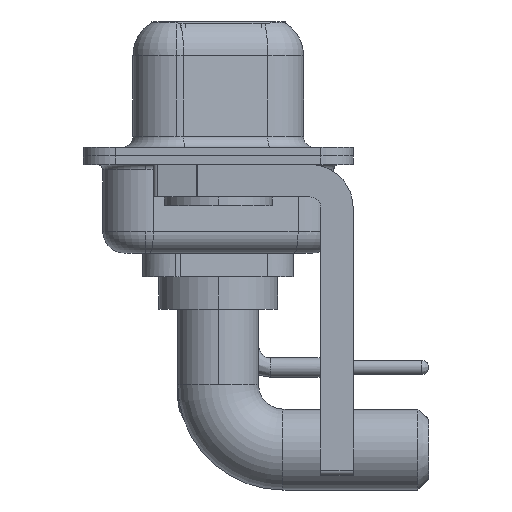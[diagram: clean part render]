
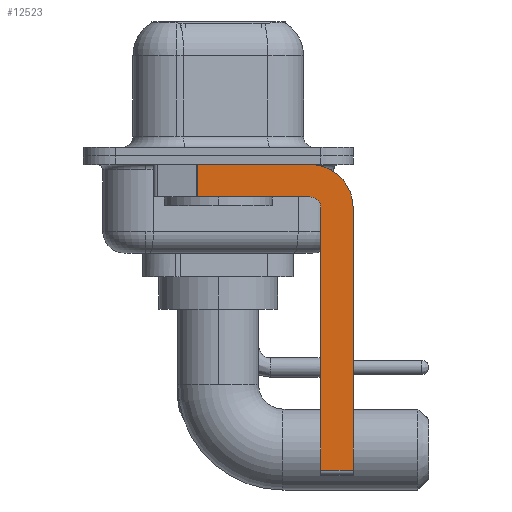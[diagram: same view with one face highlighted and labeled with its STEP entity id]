
A CAD part, left-side view. The second image highlights one B-rep face of the part: STEP entity #12523.
In plain terms, the highlighted planar face has unit normal (-1, 0, 0).
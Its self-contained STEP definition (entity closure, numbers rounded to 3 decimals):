
#151 = ORIENTED_EDGE ( 'NONE', *, *, #17421, .F. ) ;
#894 = ORIENTED_EDGE ( 'NONE', *, *, #22332, .F. ) ;
#961 = VERTEX_POINT ( 'NONE', #15019 ) ;
#1515 = VECTOR ( 'NONE', #7205, 1000. ) ;
#2090 = CARTESIAN_POINT ( 'NONE',  ( -2.9, -4.25, -2.4 ) ) ;
#2530 = ORIENTED_EDGE ( 'NONE', *, *, #16988, .T. ) ;
#2890 = CARTESIAN_POINT ( 'NONE',  ( -2.9, -4.25, -0.4 ) ) ;
#2919 = DIRECTION ( 'NONE',  ( 0., 0., -1. ) ) ;
#2949 = CARTESIAN_POINT ( 'NONE',  ( -2.9, 0.978, -1.9 ) ) ;
#3649 = LINE ( 'NONE', #21050, #9653 ) ;
#3680 = VERTEX_POINT ( 'NONE', #15658 ) ;
#3963 = AXIS2_PLACEMENT_3D ( 'NONE', #18428, #22340, #18773 ) ;
#4049 = VERTEX_POINT ( 'NONE', #20435 ) ;
#4126 = VERTEX_POINT ( 'NONE', #5006 ) ;
#4341 = VERTEX_POINT ( 'NONE', #20414 ) ;
#4477 = VECTOR ( 'NONE', #2919, 1000. ) ;
#5006 = CARTESIAN_POINT ( 'NONE',  ( -2.9, -4.75, -14.55 ) ) ;
#5274 = DIRECTION ( 'NONE',  ( 0., 1., 0. ) ) ;
#5373 = CARTESIAN_POINT ( 'NONE',  ( -2.9, -4.75, -14.8 ) ) ;
#5463 = DIRECTION ( 'NONE',  ( -1., 0., 0. ) ) ;
#5589 = DIRECTION ( 'NONE',  ( 0., 0., 1. ) ) ;
#5623 = ORIENTED_EDGE ( 'NONE', *, *, #13187, .F. ) ;
#5759 = DIRECTION ( 'NONE',  ( 0., -1., 0. ) ) ;
#5813 = ORIENTED_EDGE ( 'NONE', *, *, #22602, .F. ) ;
#6063 = EDGE_CURVE ( 'NONE', #4126, #4341, #16476, .T. ) ;
#6150 = LINE ( 'NONE', #13516, #4477 ) ;
#6414 = LINE ( 'NONE', #2949, #1515 ) ;
#7205 = DIRECTION ( 'NONE',  ( 0., 0., -1. ) ) ;
#7377 = DIRECTION ( 'NONE',  ( 0., 0., -1. ) ) ;
#7565 = LINE ( 'NONE', #11239, #15503 ) ;
#7618 = DIRECTION ( 'NONE',  ( 0., 0., 1. ) ) ;
#7720 = EDGE_LOOP ( 'NONE', ( #5813, #2530, #8065, #894, #5623, #12424, #151, #8863 ) ) ;
#7796 = AXIS2_PLACEMENT_3D ( 'NONE', #2090, #16166, #7377 ) ;
#8065 = ORIENTED_EDGE ( 'NONE', *, *, #18569, .F. ) ;
#8478 = CIRCLE ( 'NONE', #11798, 0.5 ) ;
#8838 = VERTEX_POINT ( 'NONE', #2890 ) ;
#8863 = ORIENTED_EDGE ( 'NONE', *, *, #19700, .F. ) ;
#9353 = CARTESIAN_POINT ( 'NONE',  ( -2.9, -4.25, -2.4 ) ) ;
#9653 = VECTOR ( 'NONE', #5274, 1000. ) ;
#11239 = CARTESIAN_POINT ( 'NONE',  ( -2.9, 3., -0.4 ) ) ;
#11617 = FACE_OUTER_BOUND ( 'NONE', #7720, .T. ) ;
#11798 = AXIS2_PLACEMENT_3D ( 'NONE', #9353, #5463, #7618 ) ;
#12424 = ORIENTED_EDGE ( 'NONE', *, *, #6063, .T. ) ;
#12523 = ADVANCED_FACE ( 'NONE', ( #11617 ), #18556, .F. ) ;
#12594 = CIRCLE ( 'NONE', #7796, 2. ) ;
#13187 = EDGE_CURVE ( 'NONE', #4126, #14080, #15860, .T. ) ;
#13483 = VERTEX_POINT ( 'NONE', #20423 ) ;
#13516 = CARTESIAN_POINT ( 'NONE',  ( -2.9, -6.25, -2.4 ) ) ;
#14080 = VERTEX_POINT ( 'NONE', #19016 ) ;
#14510 = DIRECTION ( 'NONE',  ( 0., -1., 0. ) ) ;
#15019 = CARTESIAN_POINT ( 'NONE',  ( -2.9, 0.978, -1.9 ) ) ;
#15503 = VECTOR ( 'NONE', #14510, 1000. ) ;
#15658 = CARTESIAN_POINT ( 'NONE',  ( -2.9, -6.25, -2.4 ) ) ;
#15860 = LINE ( 'NONE', #5373, #22749 ) ;
#16000 = VECTOR ( 'NONE', #5759, 1000. ) ;
#16166 = DIRECTION ( 'NONE',  ( 1., 0., 0. ) ) ;
#16256 = CARTESIAN_POINT ( 'NONE',  ( -2.9, -4.25, -14.55 ) ) ;
#16476 = LINE ( 'NONE', #16256, #16000 ) ;
#16988 = EDGE_CURVE ( 'NONE', #13483, #961, #6414, .T. ) ;
#17421 = EDGE_CURVE ( 'NONE', #3680, #4341, #6150, .T. ) ;
#18428 = CARTESIAN_POINT ( 'NONE',  ( -2.9, -4.25, -2.4 ) ) ;
#18556 = PLANE ( 'NONE',  #3963 ) ;
#18569 = EDGE_CURVE ( 'NONE', #4049, #961, #3649, .T. ) ;
#18773 = DIRECTION ( 'NONE',  ( 0., 0., -1. ) ) ;
#19016 = CARTESIAN_POINT ( 'NONE',  ( -2.9, -4.75, -2.4 ) ) ;
#19700 = EDGE_CURVE ( 'NONE', #8838, #3680, #12594, .T. ) ;
#20414 = CARTESIAN_POINT ( 'NONE',  ( -2.9, -6.25, -14.55 ) ) ;
#20423 = CARTESIAN_POINT ( 'NONE',  ( -2.9, 0.978, -0.4 ) ) ;
#20435 = CARTESIAN_POINT ( 'NONE',  ( -2.9, -4.25, -1.9 ) ) ;
#21050 = CARTESIAN_POINT ( 'NONE',  ( -2.9, -4.25, -1.9 ) ) ;
#22332 = EDGE_CURVE ( 'NONE', #14080, #4049, #8478, .T. ) ;
#22340 = DIRECTION ( 'NONE',  ( 1., 0., 0. ) ) ;
#22602 = EDGE_CURVE ( 'NONE', #13483, #8838, #7565, .T. ) ;
#22749 = VECTOR ( 'NONE', #5589, 1000. ) ;
